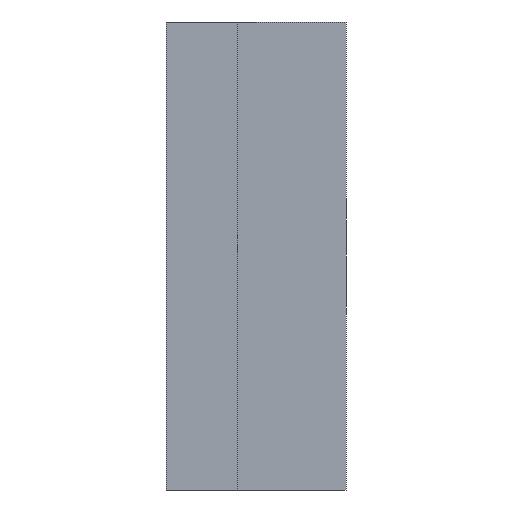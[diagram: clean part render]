
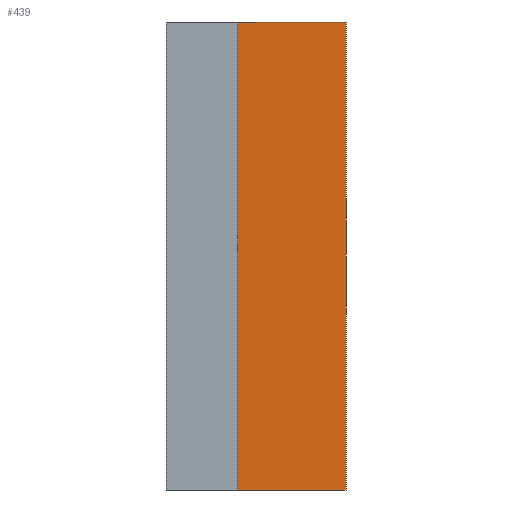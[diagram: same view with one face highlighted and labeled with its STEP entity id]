
A CAD part, left-side view. The second image highlights one B-rep face of the part: STEP entity #439.
In plain terms, the highlighted planar face has unit normal (-1, 0, 0).
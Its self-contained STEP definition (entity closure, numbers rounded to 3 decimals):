
#1=DIRECTION('',(0.,0.,1.));
#2=VECTOR('',#1,13.);
#3=CARTESIAN_POINT('',(-9.825,0.,-6.5));
#4=LINE('',#3,#2);
#37=DIRECTION('',(0.,1.,0.));
#38=VECTOR('',#37,3.);
#39=CARTESIAN_POINT('',(-9.825,0.,-6.5));
#40=LINE('',#39,#38);
#141=DIRECTION('',(0.,0.,1.));
#142=VECTOR('',#141,13.);
#143=CARTESIAN_POINT('',(-9.825,3.,-6.5));
#144=LINE('',#143,#142);
#213=DIRECTION('',(0.,1.,0.));
#214=VECTOR('',#213,3.);
#215=CARTESIAN_POINT('',(-9.825,0.,6.5));
#216=LINE('',#215,#214);
#301=CARTESIAN_POINT('',(-9.825,0.,-6.5));
#302=CARTESIAN_POINT('',(-9.825,0.,6.5));
#303=VERTEX_POINT('',#301);
#304=VERTEX_POINT('',#302);
#309=CARTESIAN_POINT('',(-9.825,3.,-6.5));
#310=CARTESIAN_POINT('',(-9.825,3.,6.5));
#311=VERTEX_POINT('',#309);
#312=VERTEX_POINT('',#310);
#425=CARTESIAN_POINT('',(-9.825,0.,-6.5));
#426=DIRECTION('',(-1.,0.,0.));
#427=DIRECTION('',(0.,0.,1.));
#428=AXIS2_PLACEMENT_3D('',#425,#426,#427);
#429=PLANE('',#428);
#430=ORIENTED_EDGE('',*,*,#402,.F.);
#432=ORIENTED_EDGE('',*,*,#431,.T.);
#434=ORIENTED_EDGE('',*,*,#433,.T.);
#436=ORIENTED_EDGE('',*,*,#435,.F.);
#437=EDGE_LOOP('',(#430,#432,#434,#436));
#438=FACE_OUTER_BOUND('',#437,.F.);
#439=ADVANCED_FACE('',(#438),#429,.T.);
#402=EDGE_CURVE('',#303,#304,#4,.T.);
#431=EDGE_CURVE('',#303,#311,#40,.T.);
#433=EDGE_CURVE('',#311,#312,#144,.T.);
#435=EDGE_CURVE('',#304,#312,#216,.T.);
